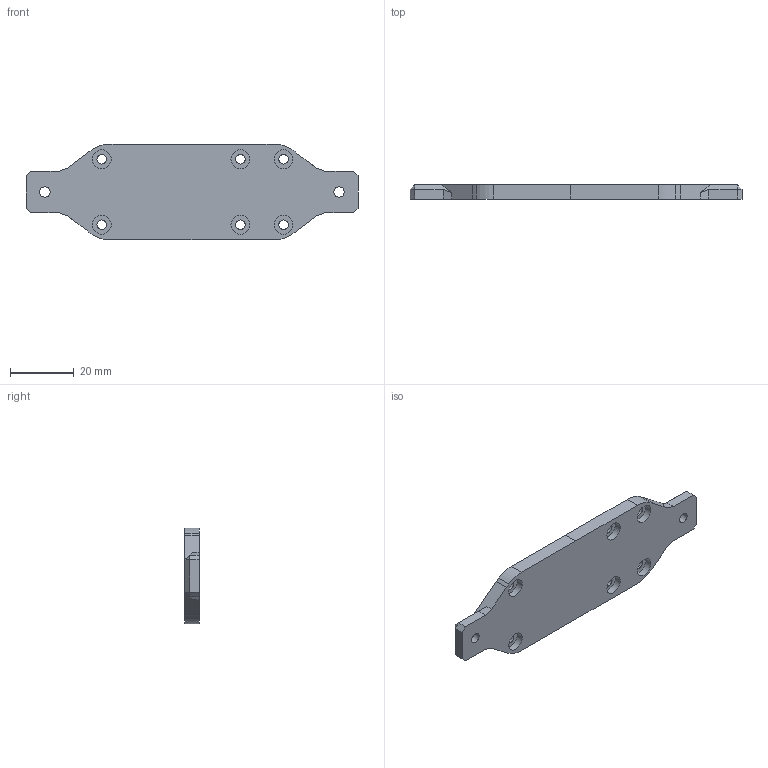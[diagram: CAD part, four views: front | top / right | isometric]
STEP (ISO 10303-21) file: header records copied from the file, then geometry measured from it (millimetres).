
FILE_DESCRIPTION(/* description */ (''),/* implementation_level */ '2;1');
FILE_NAME(/* name */ 'Back case - Voron MOD v5.step',/* time_stamp */ '2021-12-09T10:04:36+01:00',/* author */ (''),/* organization */ (''),/* preprocessor_version */ 'ST-DEVELOPER v18.1',/* originating_system */ 'Autodesk Translation Framework v10.10.0.1391',/* authorisation */ '');
FILE_SCHEMA (('AUTOMOTIVE_DESIGN { 1 0 10303 214 3 1 1 }'));
Length unit declared in the file: millimetre
Products named in the file (1): Back case - Voron MOD
Bounding box: 103.89 x 4.5 x 30 mm (x, y, z)
Volume: 8140.4 mm3; surface area: 6703.6 mm2
Topology: 1 solids, 1 shells, 96 faces, 248 edges, 163 vertices
Faces by surface type: plane 48, cylinder 38, bspline 10
Full cylindrical faces by diameter (mm): 3 x6, 3.3 x2, 5.9 x6, 6.2 x2
Entity records: 3589 total; most frequent: CARTESIAN_POINT 1226, ORIENTED_EDGE 496, DIRECTION 448, EDGE_CURVE 248, VERTEX_POINT 163, AXIS2_PLACEMENT_3D 159, LINE 130, VECTOR 130
